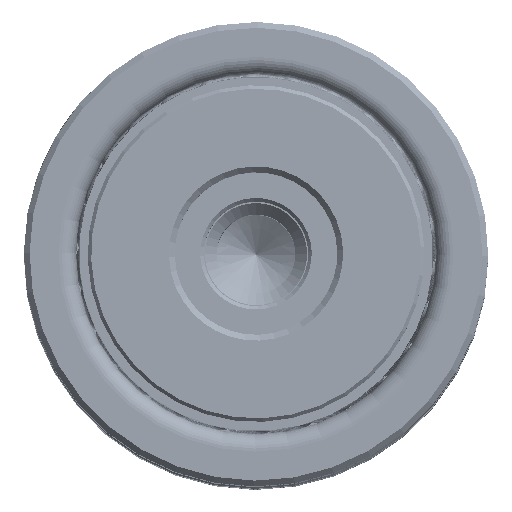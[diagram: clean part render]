
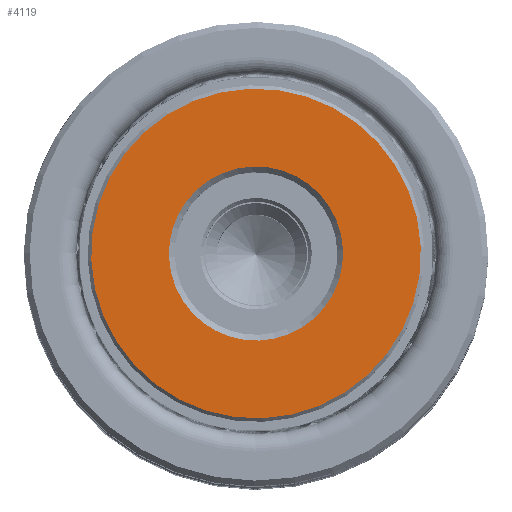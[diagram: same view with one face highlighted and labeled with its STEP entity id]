
A CAD part, top view. The second image highlights one B-rep face of the part: STEP entity #4119.
In plain terms, the highlighted face is planar.
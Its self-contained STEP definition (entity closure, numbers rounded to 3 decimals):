
#892 = ORIENTED_EDGE ( 'NONE', *, *, #45887, .T. ) ;
#932 = DIRECTION ( 'NONE',  ( 1., 0., 0. ) ) ;
#1586 = CARTESIAN_POINT ( 'NONE',  ( 0., 0., 0. ) ) ;
#2048 = VERTEX_POINT ( 'NONE', #8803 ) ;
#2339 = ORIENTED_EDGE ( 'NONE', *, *, #45472, .T. ) ;
#4119 = ADVANCED_FACE ( 'NONE', ( #32564, #13669 ), #30730, .F. ) ;
#4281 = CARTESIAN_POINT ( 'NONE',  ( 0., 0., 0. ) ) ;
#5178 = DIRECTION ( 'NONE',  ( 1., 0., 0. ) ) ;
#7125 = CARTESIAN_POINT ( 'NONE',  ( 0., 0., 0. ) ) ;
#7675 = CIRCLE ( 'NONE', #9101, 7.5 ) ;
#7815 = DIRECTION ( 'NONE',  ( 1., 0., 0. ) ) ;
#8803 = CARTESIAN_POINT ( 'NONE',  ( -7.5, 0., 0. ) ) ;
#9101 = AXIS2_PLACEMENT_3D ( 'NONE', #1586, #26406, #5178 ) ;
#10672 = AXIS2_PLACEMENT_3D ( 'NONE', #34469, #13219, #38057 ) ;
#10704 = DIRECTION ( 'NONE',  ( 1., 0., 0. ) ) ;
#13219 = DIRECTION ( 'NONE',  ( 0., 0., 1. ) ) ;
#13669 = FACE_BOUND ( 'NONE', #44021, .T. ) ;
#13942 = CARTESIAN_POINT ( 'NONE',  ( 7.5, 0., 0. ) ) ;
#14009 = VERTEX_POINT ( 'NONE', #41619 ) ;
#15535 = VERTEX_POINT ( 'NONE', #13942 ) ;
#16489 = ORIENTED_EDGE ( 'NONE', *, *, #29508, .T. ) ;
#22202 = DIRECTION ( 'NONE',  ( 0., 0., -1. ) ) ;
#26406 = DIRECTION ( 'NONE',  ( 0., 0., 1. ) ) ;
#27769 = ORIENTED_EDGE ( 'NONE', *, *, #36692, .T. ) ;
#29064 = DIRECTION ( 'NONE',  ( 0., 0., 1. ) ) ;
#29508 = EDGE_CURVE ( 'NONE', #38219, #14009, #29640, .T. ) ;
#29640 = CIRCLE ( 'NONE', #30007, 14.2 ) ;
#30007 = AXIS2_PLACEMENT_3D ( 'NONE', #7125, #31973, #10704 ) ;
#30408 = CIRCLE ( 'NONE', #44835, 14.2 ) ;
#30730 = PLANE ( 'NONE',  #10672 ) ;
#31973 = DIRECTION ( 'NONE',  ( 0., 0., -1. ) ) ;
#32564 = FACE_OUTER_BOUND ( 'NONE', #39233, .T. ) ;
#32781 = AXIS2_PLACEMENT_3D ( 'NONE', #4281, #29064, #7815 ) ;
#34275 = CARTESIAN_POINT ( 'NONE',  ( -14.2, 0., 0. ) ) ;
#34469 = CARTESIAN_POINT ( 'NONE',  ( 0., 0., 0. ) ) ;
#36692 = EDGE_CURVE ( 'NONE', #15535, #2048, #39105, .T. ) ;
#38057 = DIRECTION ( 'NONE',  ( 1., 0., 0. ) ) ;
#38219 = VERTEX_POINT ( 'NONE', #34275 ) ;
#39105 = CIRCLE ( 'NONE', #32781, 7.5 ) ;
#39233 = EDGE_LOOP ( 'NONE', ( #892, #16489 ) ) ;
#41619 = CARTESIAN_POINT ( 'NONE',  ( 14.2, 0., 0. ) ) ;
#43499 = CARTESIAN_POINT ( 'NONE',  ( 0., 0., 0. ) ) ;
#44021 = EDGE_LOOP ( 'NONE', ( #2339, #27769 ) ) ;
#44835 = AXIS2_PLACEMENT_3D ( 'NONE', #43499, #22202, #932 ) ;
#45472 = EDGE_CURVE ( 'NONE', #2048, #15535, #7675, .T. ) ;
#45887 = EDGE_CURVE ( 'NONE', #14009, #38219, #30408, .T. ) ;
